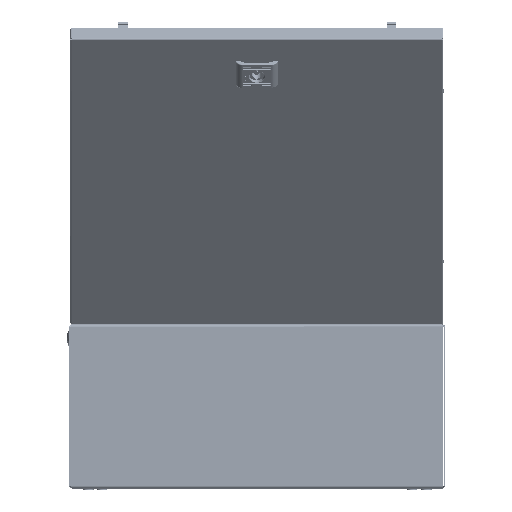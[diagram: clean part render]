
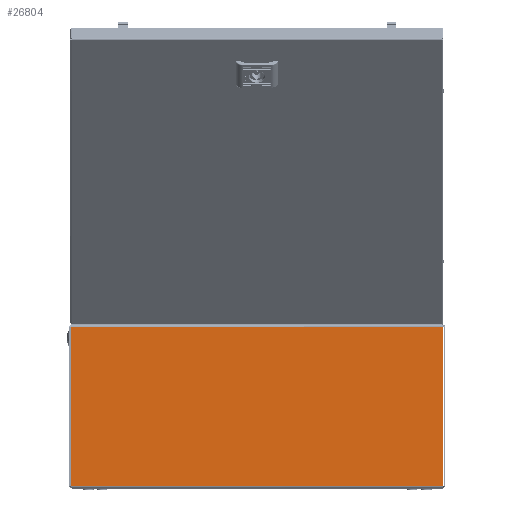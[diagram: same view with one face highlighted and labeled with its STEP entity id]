
A CAD part, front view. The second image highlights one B-rep face of the part: STEP entity #26804.
In plain terms, the highlighted planar face has unit normal (0, -1, 0).
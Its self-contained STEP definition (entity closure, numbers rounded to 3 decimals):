
#1011 = LINE ( 'NONE', #1020, #100486 ) ;
#1012 = LINE ( 'NONE', #1017, #100482 ) ;
#1014 = LINE ( 'NONE', #1023, #100487 ) ;
#1017 = CARTESIAN_POINT ( 'NONE',  ( 198.4, -200., 1.5 ) ) ;
#1019 = DIRECTION ( 'NONE',  ( 0., 0., 1. ) ) ;
#1020 = CARTESIAN_POINT ( 'NONE',  ( -198.4, -200., 1.5 ) ) ;
#1021 = LINE ( 'NONE', #1032, #100490 ) ;
#1022 = DIRECTION ( 'NONE',  ( 0., 0., 1. ) ) ;
#1023 = CARTESIAN_POINT ( 'NONE',  ( 197.793, -200., 170.5 ) ) ;
#1024 = DIRECTION ( 'NONE',  ( -1., 0., 0. ) ) ;
#1032 = CARTESIAN_POINT ( 'NONE',  ( -198.5, -200., 1.5 ) ) ;
#1034 = DIRECTION ( 'NONE',  ( -1., 0., 0. ) ) ;
#26804 = ADVANCED_FACE ( 'NONE', ( #59207 ), #59209, .F. ) ;
#41366 = EDGE_CURVE ( 'NONE', #102060, #102058, #1012, .T. ) ;
#41370 = EDGE_CURVE ( 'NONE', #102052, #102054, #1011, .T. ) ;
#41375 = EDGE_CURVE ( 'NONE', #102058, #102054, #1014, .T. ) ;
#41387 = EDGE_CURVE ( 'NONE', #102060, #102052, #1021, .T. ) ;
#59201 = CARTESIAN_POINT ( 'NONE',  ( -198.5, -200., 172. ) ) ;
#59207 = FACE_OUTER_BOUND ( 'NONE', #83548, .T. ) ;
#59209 = PLANE ( 'NONE',  #106788 ) ;
#59214 = DIRECTION ( 'NONE',  ( 0., 1., 0. ) ) ;
#59216 = DIRECTION ( 'NONE',  ( 0., 0., 1. ) ) ;
#83548 = EDGE_LOOP ( 'NONE', ( #90055, #90058, #90061, #90064 ) ) ;
#90055 = ORIENTED_EDGE ( 'NONE', *, *, #41375, .T. ) ;
#90058 = ORIENTED_EDGE ( 'NONE', *, *, #41370, .F. ) ;
#90061 = ORIENTED_EDGE ( 'NONE', *, *, #41387, .F. ) ;
#90064 = ORIENTED_EDGE ( 'NONE', *, *, #41366, .T. ) ;
#100482 = VECTOR ( 'NONE', #1019, 1000. ) ;
#100486 = VECTOR ( 'NONE', #1022, 1000. ) ;
#100487 = VECTOR ( 'NONE', #1024, 1000. ) ;
#100490 = VECTOR ( 'NONE', #1034, 1000. ) ;
#102052 = VERTEX_POINT ( 'NONE', #132657 ) ;
#102054 = VERTEX_POINT ( 'NONE', #132659 ) ;
#102058 = VERTEX_POINT ( 'NONE', #132663 ) ;
#102060 = VERTEX_POINT ( 'NONE', #132665 ) ;
#106788 = AXIS2_PLACEMENT_3D ( 'NONE', #59201, #59214, #59216 ) ;
#132657 = CARTESIAN_POINT ( 'NONE',  ( -198.4, -200., 1.5 ) ) ;
#132659 = CARTESIAN_POINT ( 'NONE',  ( -198.4, -200., 170.5 ) ) ;
#132663 = CARTESIAN_POINT ( 'NONE',  ( 198.4, -200., 170.5 ) ) ;
#132665 = CARTESIAN_POINT ( 'NONE',  ( 198.4, -200., 1.5 ) ) ;
